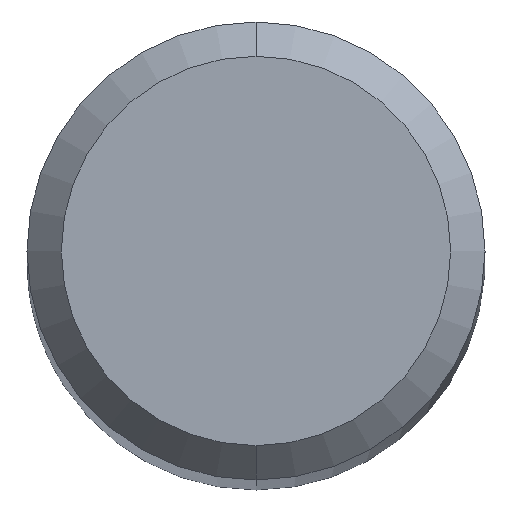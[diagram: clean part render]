
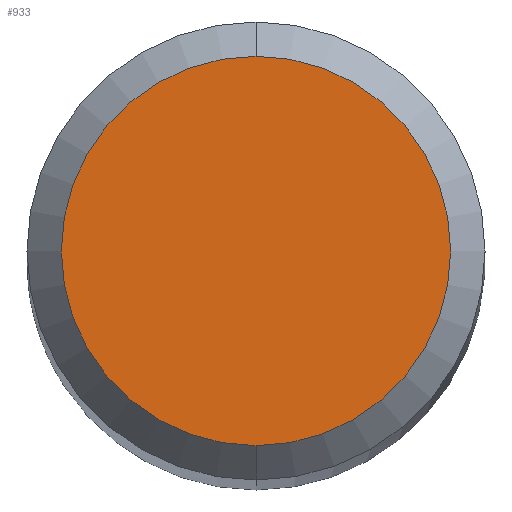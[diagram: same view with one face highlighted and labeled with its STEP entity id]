
A CAD part, top view. The second image highlights one B-rep face of the part: STEP entity #933.
In plain terms, the highlighted planar face has unit normal (0, 0, 1).
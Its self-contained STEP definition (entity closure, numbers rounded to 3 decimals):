
#367=EDGE_CURVE('',#1013,#649,#1051,.T.);
#497=EDGE_CURVE('',#649,#1013,#1189,.T.);
#649=VERTEX_POINT('',#1360);
#933=ADVANCED_FACE('',(#1663),#1664,.T.);
#1013=VERTEX_POINT('',#1755);
#1051=CIRCLE('',#1787,1.7);
#1189=CIRCLE('',#2628,1.7);
#1360=CARTESIAN_POINT('',(0.0,1.7,0.0));
#1663=FACE_OUTER_BOUND('',#9833,.T.);
#1664=PLANE('',#9834);
#1755=CARTESIAN_POINT('',(0.,-1.7,0.0));
#1787=AXIS2_PLACEMENT_3D('',#10549,#10550,#10551);
#2628=AXIS2_PLACEMENT_3D('',#10677,#10678,#10679);
#9833=EDGE_LOOP('',(#11152,#11153));
#9834=AXIS2_PLACEMENT_3D('',#11154,#11155,#11156);
#10549=CARTESIAN_POINT('',(0.0,0.0,0.0));
#10550=DIRECTION('',(0.0,0.0,-1.0));
#10551=DIRECTION('',(0.0,1.0,0.0));
#10677=CARTESIAN_POINT('',(0.0,0.0,0.0));
#10678=DIRECTION('',(0.0,0.0,-1.0));
#10679=DIRECTION('',(0.0,1.0,0.0));
#11152=ORIENTED_EDGE('',*,*,#497,.F.);
#11153=ORIENTED_EDGE('',*,*,#367,.F.);
#11154=CARTESIAN_POINT('',(0.0,0.85,0.0));
#11155=DIRECTION('',(-0.0,0.0,1.0));
#11156=DIRECTION('',(0.0,-1.0,0.0));
